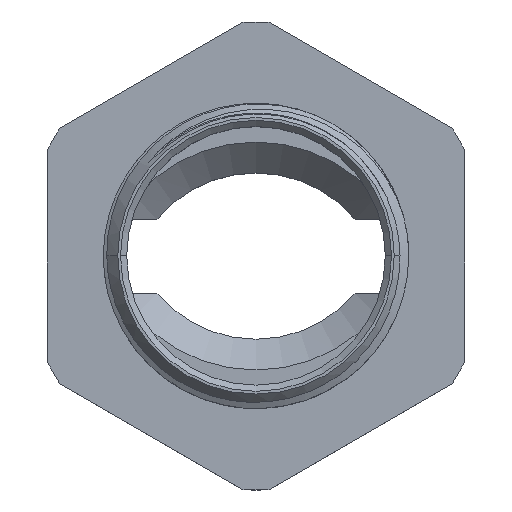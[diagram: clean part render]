
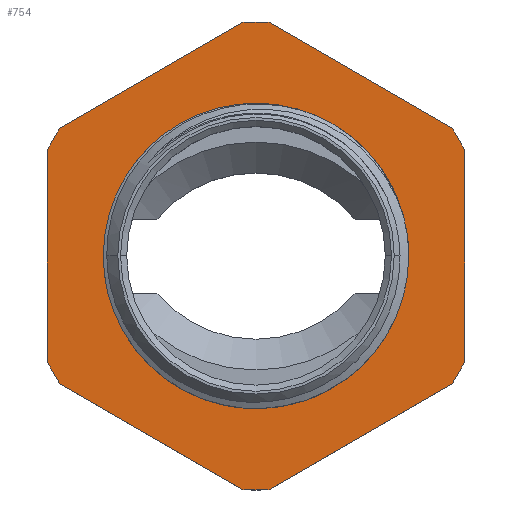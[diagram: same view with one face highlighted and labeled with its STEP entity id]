
A CAD part, top view. The second image highlights one B-rep face of the part: STEP entity #754.
In plain terms, the highlighted planar face has unit normal (0, 0, 1).
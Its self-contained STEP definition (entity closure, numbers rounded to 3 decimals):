
#96=FACE_BOUND('',#1385,.T.);
#97=FACE_BOUND('',#1386,.T.);
#754=ADVANCED_FACE('',(#96,#97),#918,.F.);
#918=PLANE('',#5519);
#1385=EDGE_LOOP('',(#2617,#2618,#2619,#2620,#2621,#2622,#2623,#2624,#2625,
#2626,#2627,#2628));
#1386=EDGE_LOOP('',(#2629,#2630));
#1647=CIRCLE('',#5391,11.35);
#1695=CIRCLE('',#5474,19.);
#1697=CIRCLE('',#5477,19.);
#1699=CIRCLE('',#5480,19.);
#1705=CIRCLE('',#5502,19.);
#1707=CIRCLE('',#5505,19.);
#1709=CIRCLE('',#5508,19.);
#1714=CIRCLE('',#5518,11.35);
#2617=ORIENTED_EDGE('',*,*,#4280,.F.);
#2618=ORIENTED_EDGE('',*,*,#4316,.T.);
#2619=ORIENTED_EDGE('',*,*,#4273,.F.);
#2620=ORIENTED_EDGE('',*,*,#4314,.T.);
#2621=ORIENTED_EDGE('',*,*,#4276,.F.);
#2622=ORIENTED_EDGE('',*,*,#4310,.T.);
#2623=ORIENTED_EDGE('',*,*,#4319,.F.);
#2624=ORIENTED_EDGE('',*,*,#4331,.T.);
#2625=ORIENTED_EDGE('',*,*,#4322,.F.);
#2626=ORIENTED_EDGE('',*,*,#4332,.T.);
#2627=ORIENTED_EDGE('',*,*,#4326,.F.);
#2628=ORIENTED_EDGE('',*,*,#4306,.T.);
#2629=ORIENTED_EDGE('',*,*,#4144,.T.);
#2630=ORIENTED_EDGE('',*,*,#4333,.T.);
#3521=VERTEX_POINT('',#7757);
#3522=VERTEX_POINT('',#7759);
#3613=VERTEX_POINT('',#8338);
#3616=VERTEX_POINT('',#8343);
#3619=VERTEX_POINT('',#8350);
#3620=VERTEX_POINT('',#8352);
#3623=VERTEX_POINT('',#8359);
#3624=VERTEX_POINT('',#8361);
#3633=VERTEX_POINT('',#8457);
#3638=VERTEX_POINT('',#8471);
#3641=VERTEX_POINT('',#8486);
#3644=VERTEX_POINT('',#8493);
#3645=VERTEX_POINT('',#8495);
#3646=VERTEX_POINT('',#8499);
#4144=EDGE_CURVE('',#3522,#3521,#1647,.T.);
#4273=EDGE_CURVE('',#3616,#3613,#1695,.T.);
#4276=EDGE_CURVE('',#3619,#3620,#1697,.T.);
#4280=EDGE_CURVE('',#3623,#3624,#1699,.T.);
#4306=EDGE_CURVE('',#3633,#3624,#4790,.T.);
#4310=EDGE_CURVE('',#3619,#3638,#4794,.T.);
#4314=EDGE_CURVE('',#3616,#3620,#4798,.T.);
#4316=EDGE_CURVE('',#3623,#3613,#4800,.T.);
#4319=EDGE_CURVE('',#3641,#3638,#1705,.T.);
#4322=EDGE_CURVE('',#3644,#3645,#1707,.T.);
#4326=EDGE_CURVE('',#3633,#3646,#1709,.T.);
#4331=EDGE_CURVE('',#3641,#3645,#4805,.T.);
#4332=EDGE_CURVE('',#3644,#3646,#4806,.T.);
#4333=EDGE_CURVE('',#3521,#3522,#1714,.T.);
#4790=LINE('',#8464,#5034);
#4794=LINE('',#8472,#5038);
#4798=LINE('',#8478,#5042);
#4800=LINE('',#8481,#5044);
#4805=LINE('',#8512,#5049);
#4806=LINE('',#8513,#5050);
#5034=VECTOR('',#6541,1.);
#5038=VECTOR('',#6547,1.);
#5042=VECTOR('',#6553,1.);
#5044=VECTOR('',#6557,1.);
#5049=VECTOR('',#6598,1.);
#5050=VECTOR('',#6599,1.);
#5391=AXIS2_PLACEMENT_3D('',#7758,#6275,#6276);
#5474=AXIS2_PLACEMENT_3D('',#8344,#6481,#6482);
#5477=AXIS2_PLACEMENT_3D('',#8351,#6488,#6489);
#5480=AXIS2_PLACEMENT_3D('',#8360,#6496,#6497);
#5502=AXIS2_PLACEMENT_3D('',#8487,#6563,#6564);
#5505=AXIS2_PLACEMENT_3D('',#8494,#6570,#6571);
#5508=AXIS2_PLACEMENT_3D('',#8502,#6578,#6579);
#5518=AXIS2_PLACEMENT_3D('',#8514,#6600,#6601);
#5519=AXIS2_PLACEMENT_3D('',#8515,#6602,#6603);
#6275=DIRECTION('',(0.,0.,-1.));
#6276=DIRECTION('',(-1.,0.,0.));
#6481=DIRECTION('',(0.,0.,-1.));
#6482=DIRECTION('',(-1.,0.,0.));
#6488=DIRECTION('',(0.,0.,-1.));
#6489=DIRECTION('',(-1.,0.,0.));
#6496=DIRECTION('',(0.,0.,-1.));
#6497=DIRECTION('',(-1.,0.,0.));
#6541=DIRECTION('',(0.,1.,0.));
#6547=DIRECTION('',(0.,-1.,0.));
#6553=DIRECTION('',(-0.866,-0.5,0.));
#6557=DIRECTION('',(-0.866,0.5,0.));
#6563=DIRECTION('',(0.,0.,-1.));
#6564=DIRECTION('',(-1.,0.,0.));
#6570=DIRECTION('',(0.,0.,-1.));
#6571=DIRECTION('',(-1.,0.,0.));
#6578=DIRECTION('',(0.,0.,-1.));
#6579=DIRECTION('',(-1.,0.,0.));
#6598=DIRECTION('',(0.866,-0.5,0.));
#6599=DIRECTION('',(0.866,0.5,0.));
#6600=DIRECTION('',(0.,0.,-1.));
#6601=DIRECTION('',(-1.,0.,0.));
#6602=DIRECTION('',(0.,0.,-1.));
#6603=DIRECTION('',(1.,0.,0.));
#7757=CARTESIAN_POINT('',(11.35,0.,13.));
#7758=CARTESIAN_POINT('',(0.,0.,13.));
#7759=CARTESIAN_POINT('',(-11.35,0.,13.));
#8338=CARTESIAN_POINT('',(1.063,18.97,13.));
#8343=CARTESIAN_POINT('',(-1.063,18.97,13.));
#8344=CARTESIAN_POINT('',(0.,0.,13.));
#8350=CARTESIAN_POINT('',(-16.96,8.565,13.));
#8351=CARTESIAN_POINT('',(0.,0.,13.));
#8352=CARTESIAN_POINT('',(-15.897,10.405,13.));
#8359=CARTESIAN_POINT('',(15.897,10.405,13.));
#8360=CARTESIAN_POINT('',(0.,0.,13.));
#8361=CARTESIAN_POINT('',(16.96,8.565,13.));
#8457=CARTESIAN_POINT('',(16.96,-8.565,13.));
#8464=CARTESIAN_POINT('',(16.96,19.,13.));
#8471=CARTESIAN_POINT('',(-16.96,-8.565,13.));
#8472=CARTESIAN_POINT('',(-16.96,19.,13.));
#8478=CARTESIAN_POINT('',(-0.253,19.438,13.));
#8481=CARTESIAN_POINT('',(0.253,19.438,13.));
#8486=CARTESIAN_POINT('',(-15.897,-10.405,13.));
#8487=CARTESIAN_POINT('',(0.,0.,13.));
#8493=CARTESIAN_POINT('',(1.063,-18.97,13.));
#8494=CARTESIAN_POINT('',(0.,0.,13.));
#8495=CARTESIAN_POINT('',(-1.063,-18.97,13.));
#8499=CARTESIAN_POINT('',(15.897,-10.405,13.));
#8502=CARTESIAN_POINT('',(0.,0.,13.));
#8512=CARTESIAN_POINT('',(-16.707,-9.938,13.));
#8513=CARTESIAN_POINT('',(16.707,-9.938,13.));
#8514=CARTESIAN_POINT('',(0.,0.,13.));
#8515=CARTESIAN_POINT('',(0.,19.,13.));
